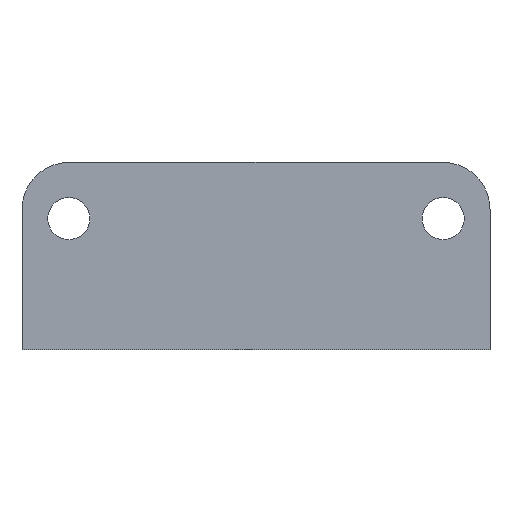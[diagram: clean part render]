
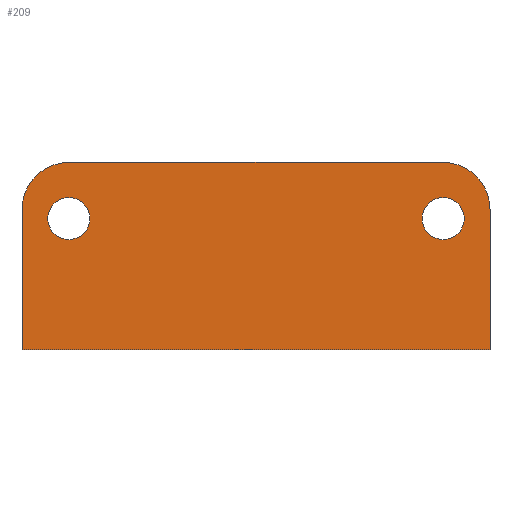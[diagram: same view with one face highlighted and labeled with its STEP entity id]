
A CAD part, front view. The second image highlights one B-rep face of the part: STEP entity #209.
In plain terms, the highlighted planar face has unit normal (0, -1, 0).
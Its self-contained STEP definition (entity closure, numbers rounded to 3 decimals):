
#8 = ORIENTED_EDGE ( 'NONE', *, *, #426, .T. ) ;
#9 = CARTESIAN_POINT ( 'NONE',  ( -20., 0., 11.75 ) ) ;
#33 = CARTESIAN_POINT ( 'NONE',  ( -20., 0., 14. ) ) ;
#42 = CARTESIAN_POINT ( 'NONE',  ( 25., 0., 20. ) ) ;
#80 = EDGE_CURVE ( 'NONE', #857, #458, #474, .T. ) ;
#84 = ORIENTED_EDGE ( 'NONE', *, *, #706, .T. ) ;
#113 = EDGE_CURVE ( 'NONE', #238, #1011, #147, .T. ) ;
#117 = DIRECTION ( 'NONE',  ( 0., 0., 1. ) ) ;
#124 = VERTEX_POINT ( 'NONE', #1206 ) ;
#129 = CARTESIAN_POINT ( 'NONE',  ( -20., 0., 15. ) ) ;
#135 = ORIENTED_EDGE ( 'NONE', *, *, #1185, .T. ) ;
#139 = CARTESIAN_POINT ( 'NONE',  ( 20., 0., 20. ) ) ;
#147 = LINE ( 'NONE', #455, #1138 ) ;
#159 = ORIENTED_EDGE ( 'NONE', *, *, #199, .T. ) ;
#165 = ORIENTED_EDGE ( 'NONE', *, *, #113, .F. ) ;
#168 = CARTESIAN_POINT ( 'NONE',  ( -20., 0., 20. ) ) ;
#175 = FACE_BOUND ( 'NONE', #1243, .T. ) ;
#182 = ORIENTED_EDGE ( 'NONE', *, *, #360, .T. ) ;
#199 = EDGE_CURVE ( 'NONE', #1202, #124, #740, .T. ) ;
#209 = ADVANCED_FACE ( 'NONE', ( #465, #175, #887 ), #1239, .F. ) ;
#229 = AXIS2_PLACEMENT_3D ( 'NONE', #129, #992, #117 ) ;
#238 = VERTEX_POINT ( 'NONE', #973 ) ;
#275 = DIRECTION ( 'NONE',  ( 0., 0., 1. ) ) ;
#282 = CIRCLE ( 'NONE', #229, 5. ) ;
#315 = DIRECTION ( 'NONE',  ( 0., 0., 1. ) ) ;
#321 = CARTESIAN_POINT ( 'NONE',  ( -25., 0., 0. ) ) ;
#358 = CARTESIAN_POINT ( 'NONE',  ( 20., 0., 11.75 ) ) ;
#360 = EDGE_CURVE ( 'NONE', #951, #372, #282, .T. ) ;
#372 = VERTEX_POINT ( 'NONE', #498 ) ;
#378 = CARTESIAN_POINT ( 'NONE',  ( 25., 0., 0. ) ) ;
#380 = LINE ( 'NONE', #767, #1182 ) ;
#389 = CIRCLE ( 'NONE', #863, 2.25 ) ;
#426 = EDGE_CURVE ( 'NONE', #458, #951, #915, .T. ) ;
#455 = CARTESIAN_POINT ( 'NONE',  ( 25., 0., 0. ) ) ;
#458 = VERTEX_POINT ( 'NONE', #139 ) ;
#464 = DIRECTION ( 'NONE',  ( 0., 0., 1. ) ) ;
#465 = FACE_BOUND ( 'NONE', #1241, .T. ) ;
#467 = DIRECTION ( 'NONE',  ( 0., 0., 1. ) ) ;
#472 = DIRECTION ( 'NONE',  ( 0., 1., 0. ) ) ;
#474 = CIRCLE ( 'NONE', #986, 5. ) ;
#488 = DIRECTION ( 'NONE',  ( 0., 1., 0. ) ) ;
#498 = CARTESIAN_POINT ( 'NONE',  ( -25., 0., 15. ) ) ;
#561 = CARTESIAN_POINT ( 'NONE',  ( -25., 0., 0. ) ) ;
#565 = DIRECTION ( 'NONE',  ( 0., 1., 0. ) ) ;
#574 = DIRECTION ( 'NONE',  ( 0., 0., -1. ) ) ;
#614 = AXIS2_PLACEMENT_3D ( 'NONE', #33, #1093, #315 ) ;
#657 = DIRECTION ( 'NONE',  ( 0., 1., 0. ) ) ;
#667 = AXIS2_PLACEMENT_3D ( 'NONE', #967, #657, #467 ) ;
#706 = EDGE_CURVE ( 'NONE', #372, #1011, #794, .T. ) ;
#715 = DIRECTION ( 'NONE',  ( 0., 0., -1. ) ) ;
#720 = AXIS2_PLACEMENT_3D ( 'NONE', #1244, #488, #1061 ) ;
#734 = CARTESIAN_POINT ( 'NONE',  ( 20., 0., 14. ) ) ;
#740 = CIRCLE ( 'NONE', #720, 2.25 ) ;
#763 = VERTEX_POINT ( 'NONE', #911 ) ;
#767 = CARTESIAN_POINT ( 'NONE',  ( 25., 0., 0. ) ) ;
#794 = LINE ( 'NONE', #321, #1180 ) ;
#795 = EDGE_CURVE ( 'NONE', #857, #238, #380, .T. ) ;
#796 = EDGE_CURVE ( 'NONE', #1155, #763, #912, .T. ) ;
#821 = DIRECTION ( 'NONE',  ( -1., 0., 0. ) ) ;
#827 = ORIENTED_EDGE ( 'NONE', *, *, #80, .T. ) ;
#829 = DIRECTION ( 'NONE',  ( -1., 0., 0. ) ) ;
#857 = VERTEX_POINT ( 'NONE', #907 ) ;
#863 = AXIS2_PLACEMENT_3D ( 'NONE', #734, #565, #464 ) ;
#887 = FACE_OUTER_BOUND ( 'NONE', #1181, .T. ) ;
#906 = ORIENTED_EDGE ( 'NONE', *, *, #795, .F. ) ;
#907 = CARTESIAN_POINT ( 'NONE',  ( 25., 0., 15. ) ) ;
#911 = CARTESIAN_POINT ( 'NONE',  ( 20., 0., 16.25 ) ) ;
#912 = CIRCLE ( 'NONE', #667, 2.25 ) ;
#915 = LINE ( 'NONE', #42, #943 ) ;
#918 = ORIENTED_EDGE ( 'NONE', *, *, #1111, .T. ) ;
#943 = VECTOR ( 'NONE', #821, 1000. ) ;
#951 = VERTEX_POINT ( 'NONE', #168 ) ;
#967 = CARTESIAN_POINT ( 'NONE',  ( 20., 0., 14. ) ) ;
#973 = CARTESIAN_POINT ( 'NONE',  ( 25., 0., 0. ) ) ;
#986 = AXIS2_PLACEMENT_3D ( 'NONE', #1224, #1212, #1021 ) ;
#992 = DIRECTION ( 'NONE',  ( 0., -1., 0. ) ) ;
#1011 = VERTEX_POINT ( 'NONE', #561 ) ;
#1021 = DIRECTION ( 'NONE',  ( 0., 0., 1. ) ) ;
#1028 = CIRCLE ( 'NONE', #614, 2.25 ) ;
#1061 = DIRECTION ( 'NONE',  ( 0., 0., 1. ) ) ;
#1093 = DIRECTION ( 'NONE',  ( 0., 1., 0. ) ) ;
#1111 = EDGE_CURVE ( 'NONE', #124, #1202, #1028, .T. ) ;
#1138 = VECTOR ( 'NONE', #829, 1000. ) ;
#1155 = VERTEX_POINT ( 'NONE', #358 ) ;
#1158 = AXIS2_PLACEMENT_3D ( 'NONE', #378, #472, #275 ) ;
#1180 = VECTOR ( 'NONE', #715, 1000. ) ;
#1181 = EDGE_LOOP ( 'NONE', ( #906, #827, #8, #182, #84, #165 ) ) ;
#1182 = VECTOR ( 'NONE', #574, 1000. ) ;
#1185 = EDGE_CURVE ( 'NONE', #763, #1155, #389, .T. ) ;
#1202 = VERTEX_POINT ( 'NONE', #9 ) ;
#1206 = CARTESIAN_POINT ( 'NONE',  ( -20., 0., 16.25 ) ) ;
#1212 = DIRECTION ( 'NONE',  ( 0., -1., 0. ) ) ;
#1224 = CARTESIAN_POINT ( 'NONE',  ( 20., 0., 15. ) ) ;
#1227 = ORIENTED_EDGE ( 'NONE', *, *, #796, .T. ) ;
#1239 = PLANE ( 'NONE',  #1158 ) ;
#1241 = EDGE_LOOP ( 'NONE', ( #918, #159 ) ) ;
#1243 = EDGE_LOOP ( 'NONE', ( #135, #1227 ) ) ;
#1244 = CARTESIAN_POINT ( 'NONE',  ( -20., 0., 14. ) ) ;
